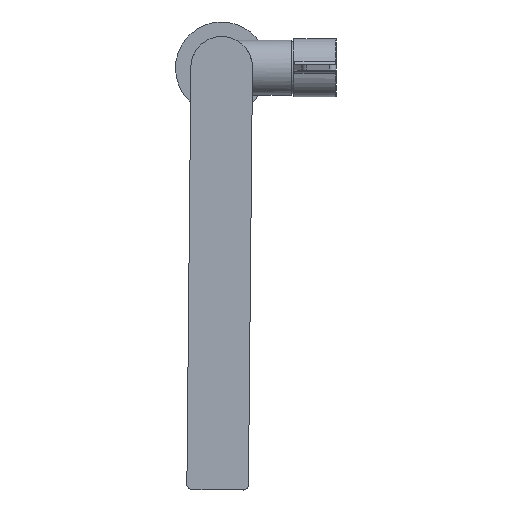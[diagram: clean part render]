
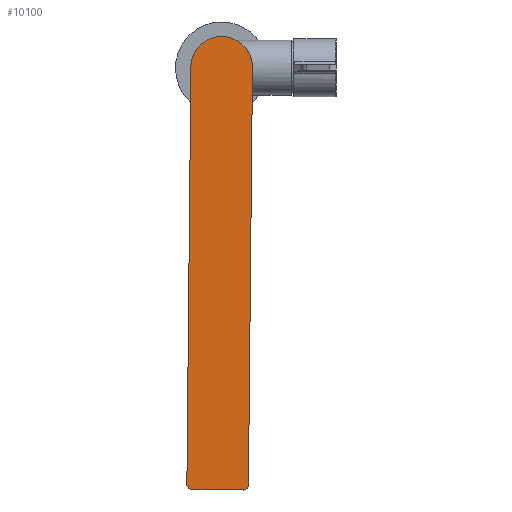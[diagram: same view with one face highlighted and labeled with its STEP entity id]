
A CAD part, top view. The second image highlights one B-rep face of the part: STEP entity #10100.
In plain terms, the highlighted planar face has unit normal (0, 0, 1).
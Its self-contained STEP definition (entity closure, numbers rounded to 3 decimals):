
#113 = CARTESIAN_POINT ( 'NONE',  ( -17.999, 0.174, 276.5 ) ) ;
#692 = VECTOR ( 'NONE', #3530, 1000. ) ;
#846 = DIRECTION ( 'NONE',  ( 0., 0., 1. ) ) ;
#1359 = VERTEX_POINT ( 'NONE', #4643 ) ;
#1764 = ORIENTED_EDGE ( 'NONE', *, *, #7994, .T. ) ;
#1994 = DIRECTION ( 'NONE',  ( 1., -0.01, 0. ) ) ;
#2048 = CARTESIAN_POINT ( 'NONE',  ( -17.355, -243.844, 276.5 ) ) ;
#2095 = DIRECTION ( 'NONE',  ( 1., -0.01, 0. ) ) ;
#2207 = CARTESIAN_POINT ( 'NONE',  ( -20.355, -243.815, 276.5 ) ) ;
#2432 = ORIENTED_EDGE ( 'NONE', *, *, #2595, .T. ) ;
#2595 = EDGE_CURVE ( 'NONE', #13132, #1359, #2827, .T. ) ;
#2827 = LINE ( 'NONE', #3727, #692 ) ;
#2967 = EDGE_CURVE ( 'NONE', #12109, #9360, #3878, .T. ) ;
#3530 = DIRECTION ( 'NONE',  ( 1., -0.01, 0. ) ) ;
#3727 = CARTESIAN_POINT ( 'NONE',  ( -20.384, -246.815, 276.5 ) ) ;
#3755 = CARTESIAN_POINT ( 'NONE',  ( 12.643, -244.133, 276.5 ) ) ;
#3830 = DIRECTION ( 'NONE',  ( -0.01, -1., 0. ) ) ;
#3878 = LINE ( 'NONE', #13670, #4941 ) ;
#4643 = CARTESIAN_POINT ( 'NONE',  ( 12.614, -247.133, 276.5 ) ) ;
#4768 = CARTESIAN_POINT ( 'NONE',  ( -17.999, 0.174, 276.5 ) ) ;
#4941 = VECTOR ( 'NONE', #5920, 1000. ) ;
#4955 = EDGE_LOOP ( 'NONE', ( #1764, #8489, #2432, #10875, #8570, #7983 ) ) ;
#5253 = AXIS2_PLACEMENT_3D ( 'NONE', #3755, #6223, #7365 ) ;
#5263 = CARTESIAN_POINT ( 'NONE',  ( 15.643, -244.162, 276.5 ) ) ;
#5358 = CARTESIAN_POINT ( 'NONE',  ( 0., 0., 276.5 ) ) ;
#5920 = DIRECTION ( 'NONE',  ( -0.01, -1., 0. ) ) ;
#6223 = DIRECTION ( 'NONE',  ( 0., 0., 1. ) ) ;
#6334 = CARTESIAN_POINT ( 'NONE',  ( 17.999, -0.174, 276.5 ) ) ;
#6447 = CIRCLE ( 'NONE', #7928, 3. ) ;
#6726 = DIRECTION ( 'NONE',  ( 0., 0., 1. ) ) ;
#7142 = CIRCLE ( 'NONE', #14961, 18. ) ;
#7212 = CIRCLE ( 'NONE', #5253, 3. ) ;
#7365 = DIRECTION ( 'NONE',  ( 1., -0.01, 0. ) ) ;
#7928 = AXIS2_PLACEMENT_3D ( 'NONE', #2048, #846, #1994 ) ;
#7983 = ORIENTED_EDGE ( 'NONE', *, *, #12191, .T. ) ;
#7994 = EDGE_CURVE ( 'NONE', #11484, #11957, #13708, .T. ) ;
#8489 = ORIENTED_EDGE ( 'NONE', *, *, #8830, .T. ) ;
#8570 = ORIENTED_EDGE ( 'NONE', *, *, #2967, .F. ) ;
#8830 = EDGE_CURVE ( 'NONE', #11957, #13132, #6447, .T. ) ;
#9278 = FACE_OUTER_BOUND ( 'NONE', #4955, .T. ) ;
#9360 = VERTEX_POINT ( 'NONE', #5263 ) ;
#9925 = DIRECTION ( 'NONE',  ( 1., -0.01, 0. ) ) ;
#10100 = ADVANCED_FACE ( 'NONE', ( #9278 ), #12194, .T. ) ;
#10621 = VECTOR ( 'NONE', #3830, 1000. ) ;
#10875 = ORIENTED_EDGE ( 'NONE', *, *, #12965, .T. ) ;
#11484 = VERTEX_POINT ( 'NONE', #113 ) ;
#11957 = VERTEX_POINT ( 'NONE', #2207 ) ;
#12109 = VERTEX_POINT ( 'NONE', #6334 ) ;
#12191 = EDGE_CURVE ( 'NONE', #12109, #11484, #7142, .T. ) ;
#12194 = PLANE ( 'NONE',  #13563 ) ;
#12216 = CARTESIAN_POINT ( 'NONE',  ( -17.384, -246.844, 276.5 ) ) ;
#12965 = EDGE_CURVE ( 'NONE', #1359, #9360, #7212, .T. ) ;
#13132 = VERTEX_POINT ( 'NONE', #12216 ) ;
#13563 = AXIS2_PLACEMENT_3D ( 'NONE', #14456, #14562, #9925 ) ;
#13670 = CARTESIAN_POINT ( 'NONE',  ( 17.999, -0.174, 276.5 ) ) ;
#13708 = LINE ( 'NONE', #4768, #10621 ) ;
#14456 = CARTESIAN_POINT ( 'NONE',  ( 0., 0., 276.5 ) ) ;
#14562 = DIRECTION ( 'NONE',  ( 0., 0., 1. ) ) ;
#14961 = AXIS2_PLACEMENT_3D ( 'NONE', #5358, #6726, #2095 ) ;
